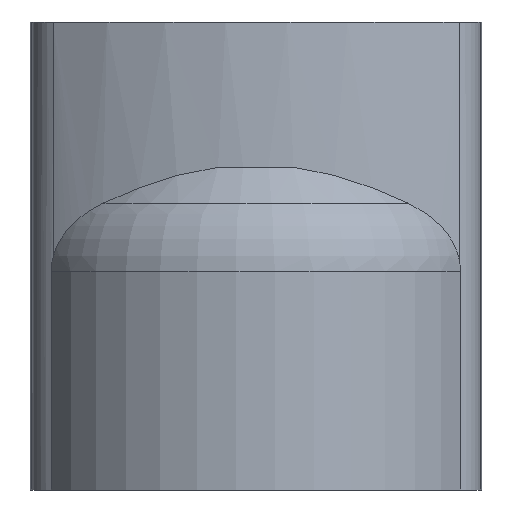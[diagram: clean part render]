
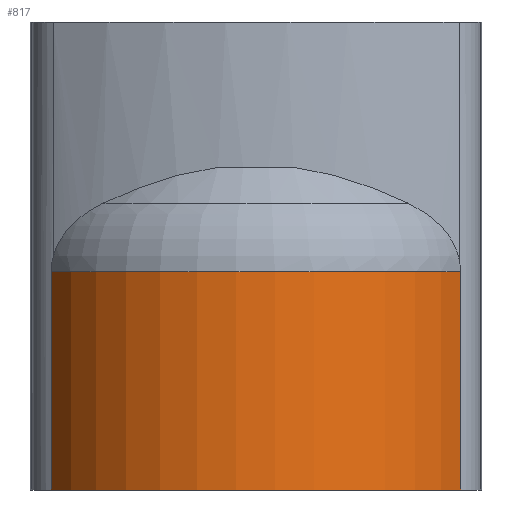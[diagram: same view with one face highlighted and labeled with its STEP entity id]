
A CAD part, front view. The second image highlights one B-rep face of the part: STEP entity #817.
In plain terms, the highlighted cylindrical face has radius 14 mm (diameter 28 mm), a partial arc.
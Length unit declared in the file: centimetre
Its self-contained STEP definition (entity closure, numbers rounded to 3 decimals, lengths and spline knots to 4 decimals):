
#70=CYLINDRICAL_SURFACE($,#893,1.4);
#95=CIRCLE($,#855,1.4);
#125=CIRCLE($,#892,1.4);
#168=FACE_OUTER_BOUND($,#218,.T.);
#218=EDGE_LOOP($,(#650,#651,#652,#653));
#262=LINE($,#1817,#300);
#263=LINE($,#1818,#301);
#300=VECTOR($,#1053,1.3515);
#301=VECTOR($,#1054,1.3515);
#335=VERTEX_POINT($,#1190);
#336=VERTEX_POINT($,#1192);
#379=VERTEX_POINT($,#1805);
#380=VERTEX_POINT($,#1810);
#418=EDGE_CURVE($,#336,#335,#95,.T.);
#481=EDGE_CURVE($,#379,#380,#125,.T.);
#483=EDGE_CURVE($,#335,#380,#262,.T.);
#484=EDGE_CURVE($,#379,#336,#263,.T.);
#650=ORIENTED_EDGE($,*,*,#418,.T.);
#651=ORIENTED_EDGE($,*,*,#483,.T.);
#652=ORIENTED_EDGE($,*,*,#481,.F.);
#653=ORIENTED_EDGE($,*,*,#484,.T.);
#817=ADVANCED_FACE($,(#168),#70,.T.);
#855=AXIS2_PLACEMENT_3D($,#1193,#967,#968);
#892=AXIS2_PLACEMENT_3D($,#1811,#1049,#1050);
#893=AXIS2_PLACEMENT_3D($,#1816,#1051,#1052);
#967=DIRECTION('center_axis',(0.,0.,1.));
#968=DIRECTION('ref_axis',(1.,0.,0.));
#1049=DIRECTION('center_axis',(0.,0.,1.));
#1050=DIRECTION('ref_axis',(-0.001,-1.,0.));
#1051=DIRECTION('center_axis',(0.,0.,1.));
#1052=DIRECTION('ref_axis',(1.,0.,0.));
#1053=DIRECTION($,(0.,0.,1.));
#1054=DIRECTION($,(0.,0.,-1.));
#1190=CARTESIAN_POINT('',(-20.1077,6.9388,0.));
#1192=CARTESIAN_POINT('',(-22.6445,6.9424,0.));
#1193=CARTESIAN_POINT('Origin',(-21.3752,7.5331,0.));
#1805=CARTESIAN_POINT('',(-22.6445,6.9424,1.3515));
#1810=CARTESIAN_POINT('',(-20.1077,6.9388,1.3515));
#1811=CARTESIAN_POINT('Origin',(-21.3752,7.5331,1.3515));
#1816=CARTESIAN_POINT('Origin',(-21.3752,7.5331,1.5));
#1817=CARTESIAN_POINT($,(-20.1077,6.9388,1.4232));
#1818=CARTESIAN_POINT($,(-22.6445,6.9424,1.4232));
